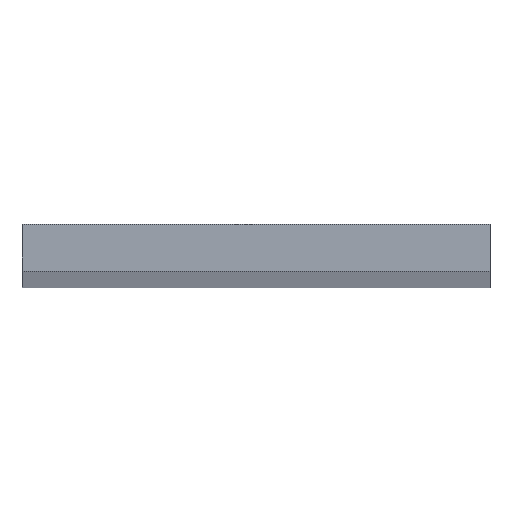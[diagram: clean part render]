
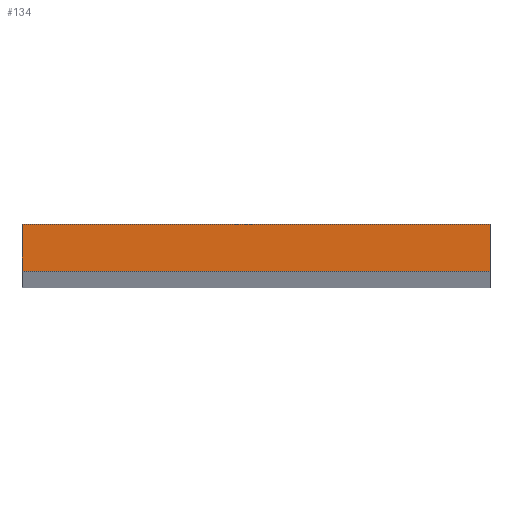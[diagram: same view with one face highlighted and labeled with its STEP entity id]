
A CAD part, top view. The second image highlights one B-rep face of the part: STEP entity #134.
In plain terms, the highlighted planar face has unit normal (0, 0, 1).
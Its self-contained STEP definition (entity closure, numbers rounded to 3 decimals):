
#14 = VECTOR ( 'NONE', #154, 1000. ) ;
#30 = VECTOR ( 'NONE', #142, 1000. ) ;
#37 = AXIS2_PLACEMENT_3D ( 'NONE', #147, #146, #145 ) ;
#46 = VECTOR ( 'NONE', #185, 1000. ) ;
#51 = VECTOR ( 'NONE', #194, 1000. ) ;
#57 = FACE_OUTER_BOUND ( 'NONE', #70, .T. ) ;
#61 = CARTESIAN_POINT ( 'NONE',  ( 25., 2.5, 500. ) ) ;
#63 = VERTEX_POINT ( 'NONE', #96 ) ;
#70 = EDGE_LOOP ( 'NONE', ( #103, #102, #72, #107 ) ) ;
#71 = CARTESIAN_POINT ( 'NONE',  ( 25., -2.5, 500. ) ) ;
#72 = ORIENTED_EDGE ( 'NONE', *, *, #131, .T. ) ;
#76 = VERTEX_POINT ( 'NONE', #71 ) ;
#80 = VERTEX_POINT ( 'NONE', #105 ) ;
#94 = VERTEX_POINT ( 'NONE', #61 ) ;
#96 = CARTESIAN_POINT ( 'NONE',  ( -25., -2.5, 500. ) ) ;
#102 = ORIENTED_EDGE ( 'NONE', *, *, #135, .T. ) ;
#103 = ORIENTED_EDGE ( 'NONE', *, *, #137, .T. ) ;
#105 = CARTESIAN_POINT ( 'NONE',  ( -25., 2.5, 500. ) ) ;
#107 = ORIENTED_EDGE ( 'NONE', *, *, #129, .T. ) ;
#129 = EDGE_CURVE ( 'NONE', #94, #80, #183, .T. ) ;
#131 = EDGE_CURVE ( 'NONE', #76, #94, #190, .T. ) ;
#134 = ADVANCED_FACE ( 'NONE', ( #57 ), #186, .T. ) ;
#135 = EDGE_CURVE ( 'NONE', #63, #76, #144, .T. ) ;
#137 = EDGE_CURVE ( 'NONE', #80, #63, #192, .T. ) ;
#142 = DIRECTION ( 'NONE',  ( 1., 0., 0. ) ) ;
#143 = CARTESIAN_POINT ( 'NONE',  ( -25., -2.5, 500. ) ) ;
#144 = LINE ( 'NONE', #143, #30 ) ;
#145 = DIRECTION ( 'NONE',  ( 1., 0., 0. ) ) ;
#146 = DIRECTION ( 'NONE',  ( 0., 0., 1. ) ) ;
#147 = CARTESIAN_POINT ( 'NONE',  ( 0., 0., 500. ) ) ;
#154 = DIRECTION ( 'NONE',  ( 0., 1., 0. ) ) ;
#183 = LINE ( 'NONE', #184, #46 ) ;
#184 = CARTESIAN_POINT ( 'NONE',  ( -25., 2.5, 500. ) ) ;
#185 = DIRECTION ( 'NONE',  ( -1., 0., 0. ) ) ;
#186 = PLANE ( 'NONE',  #37 ) ;
#190 = LINE ( 'NONE', #191, #14 ) ;
#191 = CARTESIAN_POINT ( 'NONE',  ( 25., 2.5, 500. ) ) ;
#192 = LINE ( 'NONE', #193, #51 ) ;
#193 = CARTESIAN_POINT ( 'NONE',  ( -25., 2.5, 500. ) ) ;
#194 = DIRECTION ( 'NONE',  ( 0., -1., 0. ) ) ;
